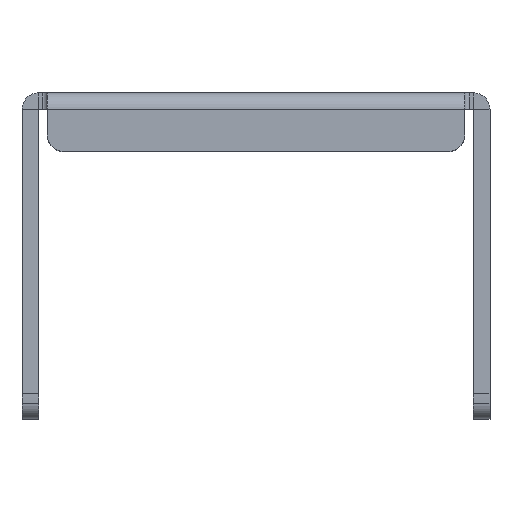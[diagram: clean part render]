
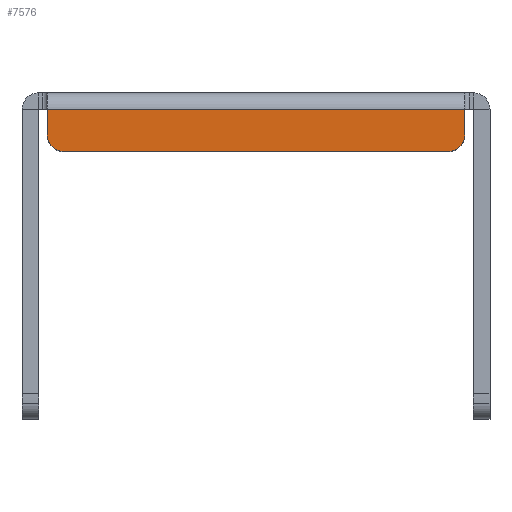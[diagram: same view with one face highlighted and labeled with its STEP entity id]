
A CAD part, top view. The second image highlights one B-rep face of the part: STEP entity #7576.
In plain terms, the highlighted planar face has unit normal (0, 0, 1).
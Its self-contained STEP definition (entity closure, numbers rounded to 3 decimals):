
#2764=DIRECTION('',(0.,1.,0.));
#2765=VECTOR('',#2764,3.);
#2766=CARTESIAN_POINT('',(25.,31.,16.5));
#2767=LINE('',#2766,#2765);
#2768=CARTESIAN_POINT('',(23.,31.,16.5));
#2769=DIRECTION('',(0.,0.,1.));
#2770=DIRECTION('',(0.,-1.,0.));
#2771=AXIS2_PLACEMENT_3D('',#2768,#2769,#2770);
#2773=DIRECTION('',(1.,0.,0.));
#2774=VECTOR('',#2773,46.);
#2775=CARTESIAN_POINT('',(-23.,29.,16.5));
#2776=LINE('',#2775,#2774);
#2777=CARTESIAN_POINT('',(-23.,31.,16.5));
#2778=DIRECTION('',(0.,0.,1.));
#2779=DIRECTION('',(-1.,0.,0.));
#2780=AXIS2_PLACEMENT_3D('',#2777,#2778,#2779);
#2782=DIRECTION('',(0.,-1.,0.));
#2783=VECTOR('',#2782,3.);
#2784=CARTESIAN_POINT('',(-25.,34.,16.5));
#2785=LINE('',#2784,#2783);
#2786=DIRECTION('',(-1.,0.,0.));
#2787=VECTOR('',#2786,50.);
#2788=CARTESIAN_POINT('',(25.,34.,16.5));
#2789=LINE('',#2788,#2787);
#3028=CARTESIAN_POINT('',(25.,31.,16.5));
#3029=CARTESIAN_POINT('',(25.,34.,16.5));
#3030=VERTEX_POINT('',#3028);
#3031=VERTEX_POINT('',#3029);
#3032=CARTESIAN_POINT('',(-23.,29.,16.5));
#3033=CARTESIAN_POINT('',(23.,29.,16.5));
#3034=VERTEX_POINT('',#3032);
#3035=VERTEX_POINT('',#3033);
#3036=CARTESIAN_POINT('',(-25.,34.,16.5));
#3037=CARTESIAN_POINT('',(-25.,31.,16.5));
#3038=VERTEX_POINT('',#3036);
#3039=VERTEX_POINT('',#3037);
#7559=CARTESIAN_POINT('',(13.12,34.,16.5));
#7560=DIRECTION('',(0.,0.,-1.));
#7561=DIRECTION('',(-1.,0.,0.));
#7562=AXIS2_PLACEMENT_3D('',#7559,#7560,#7561);
#7563=PLANE('',#7562);
#7565=ORIENTED_EDGE('',*,*,#7564,.F.);
#7567=ORIENTED_EDGE('',*,*,#7566,.F.);
#7569=ORIENTED_EDGE('',*,*,#7568,.F.);
#7571=ORIENTED_EDGE('',*,*,#7570,.F.);
#7572=ORIENTED_EDGE('',*,*,#7550,.F.);
#7573=ORIENTED_EDGE('',*,*,#5457,.F.);
#7574=EDGE_LOOP('',(#7565,#7567,#7569,#7571,#7572,#7573));
#7575=FACE_OUTER_BOUND('',#7574,.F.);
#7576=ADVANCED_FACE('',(#7575),#7563,.F.);
#2772=CIRCLE('',#2771,2.);
#2781=CIRCLE('',#2780,2.);
#5457=EDGE_CURVE('',#3031,#3038,#2789,.T.);
#7550=EDGE_CURVE('',#3038,#3039,#2785,.T.);
#7564=EDGE_CURVE('',#3030,#3031,#2767,.T.);
#7566=EDGE_CURVE('',#3035,#3030,#2772,.T.);
#7568=EDGE_CURVE('',#3034,#3035,#2776,.T.);
#7570=EDGE_CURVE('',#3039,#3034,#2781,.T.);
